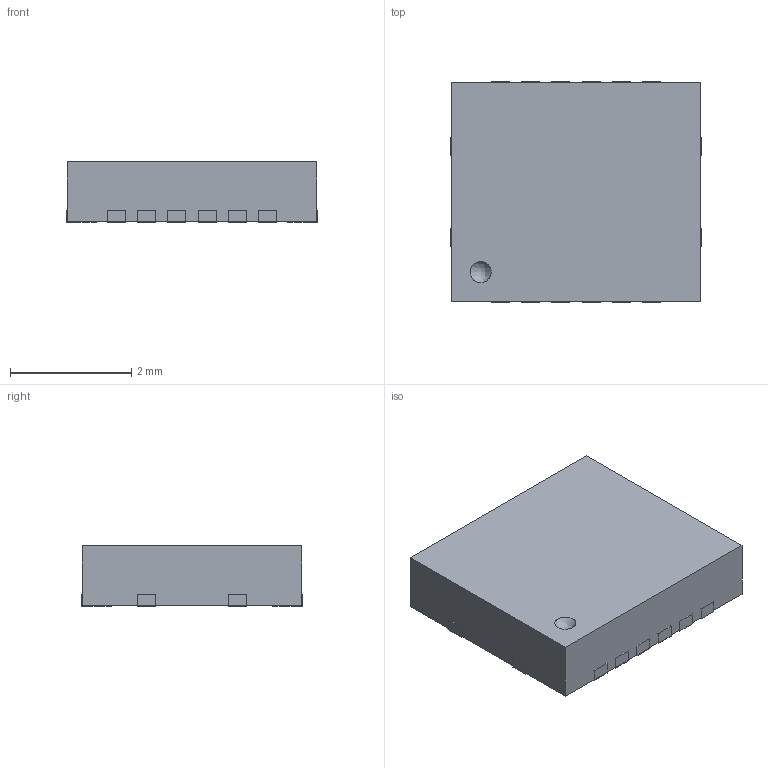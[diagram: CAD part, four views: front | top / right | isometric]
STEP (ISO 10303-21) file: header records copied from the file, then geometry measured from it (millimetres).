
FILE_DESCRIPTION (( 'STEP AP214' ), '1' );
FILE_NAME ('User Library-R-PVQFN-N16.STEP', '2020-11-21T17:22:51', ( '' ), ( '' ), 'SwSTEP 2.0', 'SolidWorks 2020', '' );
FILE_SCHEMA (( 'AUTOMOTIVE_DESIGN' ));
Length unit declared in the file: millimetre
Products named in the file (3): User Library-R-PVQFN-N16; Fusion; Cut
Assembly tree (2 placements, depth 2):
  User Library-R-PVQFN-N16
    Fusion
    Cut
Bounding box: 4.15 x 3.65 x 1 mm (x, y, z)
Volume: 15.3 mm3; surface area: 54.6 mm2
Topology: 17 solids, 17 shells, 135 faces, 302 edges, 202 vertices
Faces by surface type: plane 102, cylinder 32, bspline 1
Entity records: 5533 total; most frequent: CARTESIAN_POINT 719, DIRECTION 642, ORIENTED_EDGE 604, EDGE_CURVE 302, VECTOR 236, LINE 236, AXIS2_PLACEMENT_3D 203, VERTEX_POINT 202
